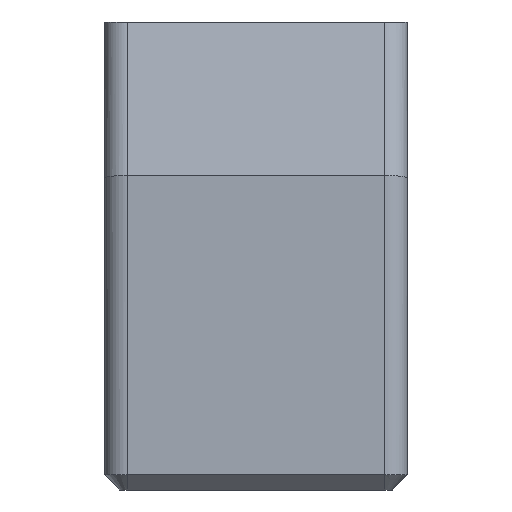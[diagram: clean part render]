
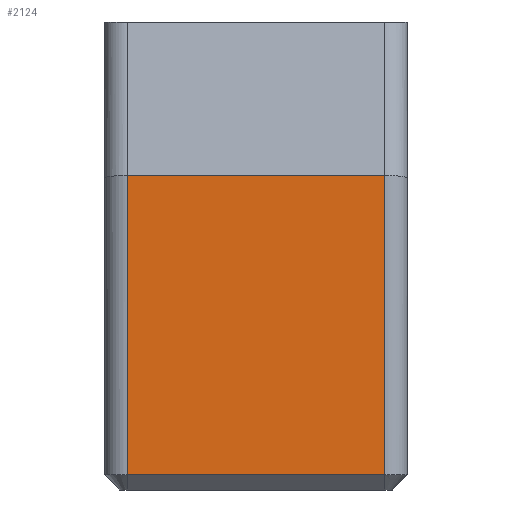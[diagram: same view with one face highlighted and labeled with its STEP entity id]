
A CAD part, left-side view. The second image highlights one B-rep face of the part: STEP entity #2124.
In plain terms, the highlighted planar face has unit normal (-1, 0, 0).
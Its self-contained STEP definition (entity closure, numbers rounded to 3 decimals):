
#355=FACE_OUTER_BOUND('',#484,.T.);
#484=EDGE_LOOP('',(#1834,#1835,#1836,#1837));
#527=LINE('',#3141,#684);
#657=LINE('',#3791,#814);
#658=LINE('',#3794,#815);
#659=LINE('',#3795,#816);
#684=VECTOR('',#2454,10.);
#814=VECTOR('',#2994,10.);
#815=VECTOR('',#2997,10.);
#816=VECTOR('',#2998,10.);
#839=VERTEX_POINT('',#3132);
#841=VERTEX_POINT('',#3139);
#1016=VERTEX_POINT('',#3787);
#1017=VERTEX_POINT('',#3793);
#1041=EDGE_CURVE('',#841,#839,#527,.T.);
#1308=EDGE_CURVE('',#1016,#841,#657,.T.);
#1309=EDGE_CURVE('',#1017,#1016,#658,.T.);
#1310=EDGE_CURVE('',#839,#1017,#659,.T.);
#1834=ORIENTED_EDGE('',*,*,#1041,.F.);
#1835=ORIENTED_EDGE('',*,*,#1308,.F.);
#1836=ORIENTED_EDGE('',*,*,#1309,.F.);
#1837=ORIENTED_EDGE('',*,*,#1310,.F.);
#2016=PLANE('',#2382);
#2124=ADVANCED_FACE('',(#355),#2016,.T.);
#2382=AXIS2_PLACEMENT_3D('',#3792,#2995,#2996);
#2454=DIRECTION('',(0.,1.,0.));
#2994=DIRECTION('',(0.,0.,-1.));
#2995=DIRECTION('center_axis',(-1.,0.,0.));
#2996=DIRECTION('ref_axis',(0.,0.,1.));
#2997=DIRECTION('',(0.,-1.,0.));
#2998=DIRECTION('',(0.,0.,1.));
#3132=CARTESIAN_POINT('',(39.073,7.3,26.423));
#3139=CARTESIAN_POINT('',(39.073,0.6,26.423));
#3141=CARTESIAN_POINT('',(39.073,0.,26.423));
#3787=CARTESIAN_POINT('',(39.073,0.6,34.223));
#3791=CARTESIAN_POINT('',(39.073,0.6,28.023));
#3792=CARTESIAN_POINT('Origin',(39.073,0.,26.023));
#3793=CARTESIAN_POINT('',(39.073,7.3,34.223));
#3794=CARTESIAN_POINT('',(39.073,0.,34.223));
#3795=CARTESIAN_POINT('',(39.073,7.3,28.023));
